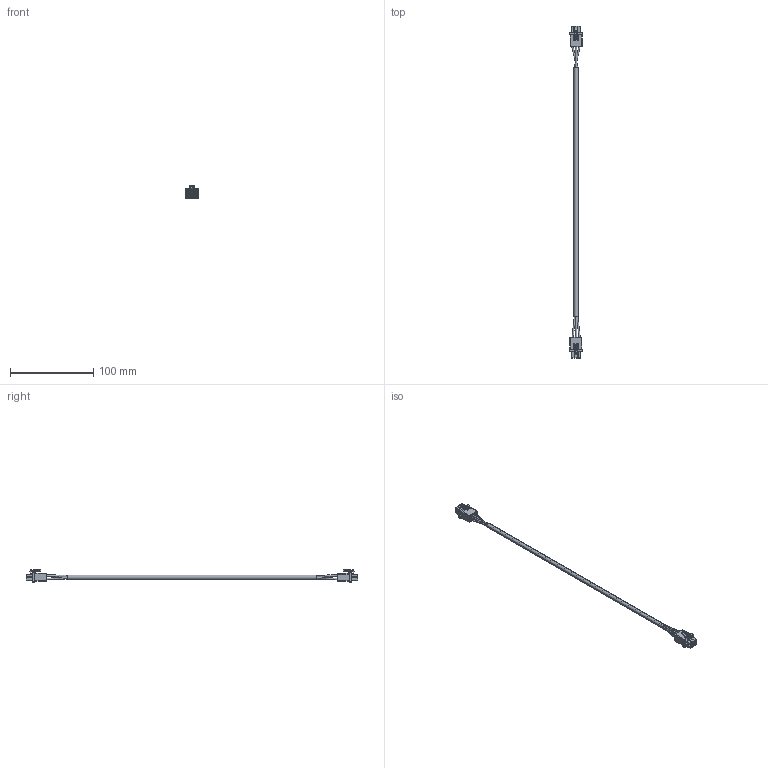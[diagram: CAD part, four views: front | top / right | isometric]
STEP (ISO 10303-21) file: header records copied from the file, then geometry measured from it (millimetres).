
FILE_DESCRIPTION(/* description */ ('','CAx-IF Rec.Pracs.---Representation and Presentation of Product Manufacturing Information (PMI)---4.0---2014-10-13'),/* implementation_level */ '2;1');
FILE_NAME(/* name */ 'EW0201 v10.step',/* time_stamp */ '2025-02-20T22:29:55-06:00',/* author */ (''),/* organization */ (''),/* preprocessor_version */ 'ST-DEVELOPER v20',/* originating_system */ 'Autodesk Translation Framework v13.20.0.188',/* authorisation */ '');
FILE_SCHEMA (('AP242_MANAGED_MODEL_BASED_3D_ENGINEERING_MIM_LF { 1 0 10303 442 1 1 4 }'));
Length unit declared in the file: millimetre
Products named in the file (2): EW8101; C-794895-1
Assembly tree (2 placements, depth 2):
  EW8101
    C-794895-1  x2
Bounding box: 16.79 x 399.97 x 15.21 mm (x, y, z)
Volume: 8652.4 mm3; surface area: 27488.2 mm2
Topology: 21 solids, 21 shells, 620 faces, 1610 edges, 1064 vertices
Faces by surface type: plane 502, cylinder 94, cone 12, bspline 12
Full cylindrical faces by diameter (mm): 1.6 x6, 2.591 x12, 3.708 x12, 4.8 x1, 5.2 x1
Entity records: 10195 total; most frequent: CARTESIAN_POINT 1947, ORIENTED_EDGE 1670, DIRECTION 1617, EDGE_CURVE 835, LINE 693, VECTOR 693, VERTEX_POINT 552, AXIS2_PLACEMENT_3D 462
